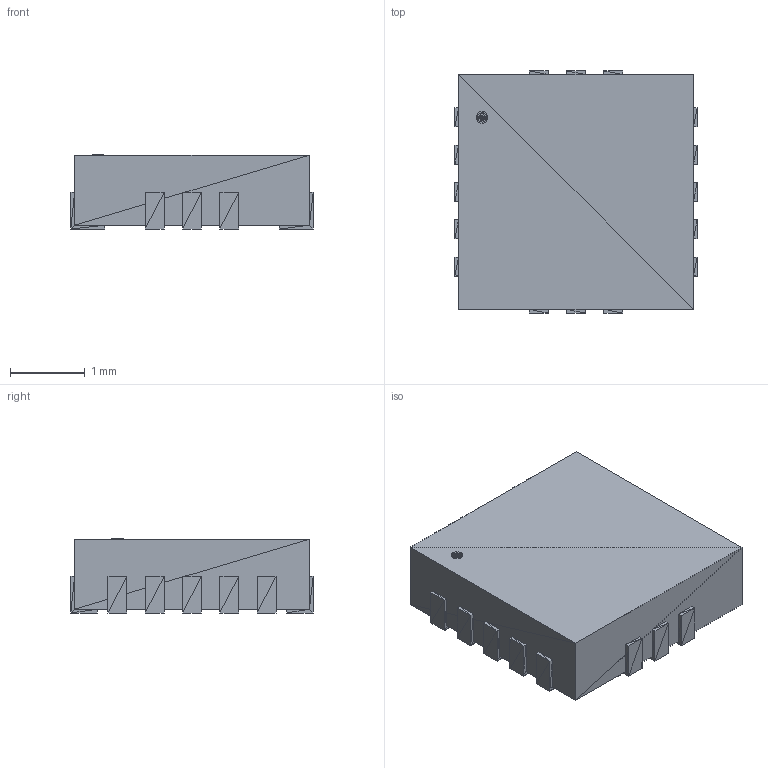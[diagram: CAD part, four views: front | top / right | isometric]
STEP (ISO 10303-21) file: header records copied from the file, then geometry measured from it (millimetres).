
FILE_DESCRIPTION(('STEP AP214'),'1');
FILE_NAME('LGA-16_3x3x1mm-L','2017-01-09T17:08:53',(''),(''),'','','');
FILE_SCHEMA(('AUTOMOTIVE_DESIGN'));
Length unit declared in the file: millimetre
Products named in the file (1): product
Bounding box: 3.25 x 3.25 x 0.99 mm (x, y, z)
Surface area: 40.6 mm2 (no closed solid volume)
Topology: 0 solids, 460 shells, 460 faces, 1380 edges, 1380 vertices
Faces by surface type: plane 460
Entity records: 15239 total; most frequent: CARTESIAN_POINT 3221, DIRECTION 2302, ORIENTED_EDGE 1380, EDGE_CURVE 1380, VERTEX_POINT 1380, LINE 1380, VECTOR 1380, AXIS2_PLACEMENT_3D 461
